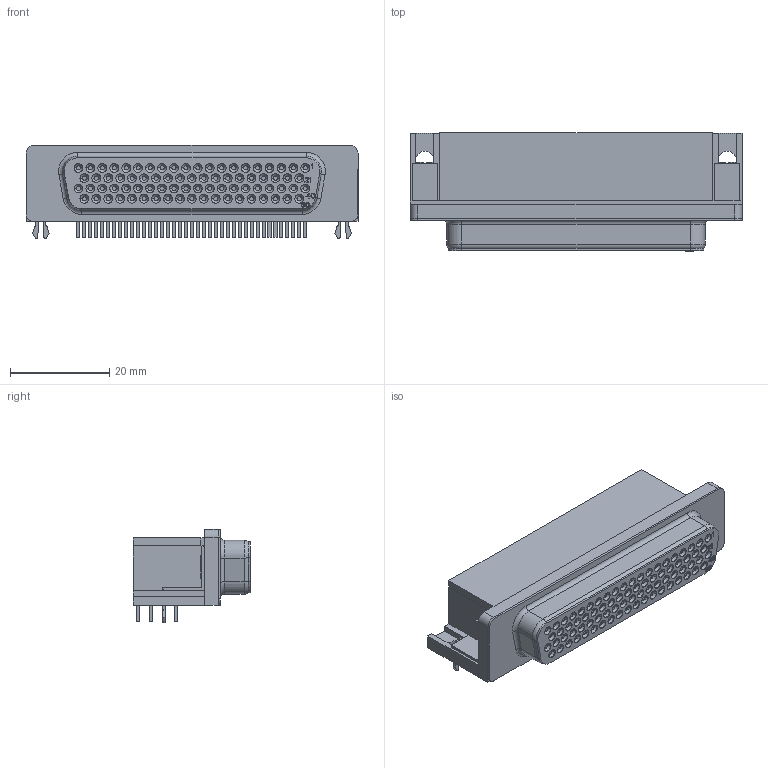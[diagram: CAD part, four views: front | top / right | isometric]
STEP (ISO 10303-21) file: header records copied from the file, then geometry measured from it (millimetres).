
FILE_DESCRIPTION((''),'2;1');
FILE_NAME('TYCO_5748483-5.stp','2012-03-28T09:19:15',(''),(''),'Mechanical Desktop 2011','Mechanical Desktop 2011',', , ');
FILE_SCHEMA(('AUTOMOTIVE_DESIGN { 1 2 10303 214 1 1 1 1 }'));
Length unit declared in the file: millimetre
Products named in the file (1): Product
Bounding box: 67 x 23.8 x 18.8 mm (x, y, z)
Volume: 17790.3 mm3; surface area: 19335.1 mm2
Topology: 102 solids, 102 shells, 1211 faces, 2900 edges, 1855 vertices
Faces by surface type: bspline 500, plane 333, cylinder 214, cone 160, torus 4
Entity records: 35074 total; most frequent: CARTESIAN_POINT 7571, ORIENTED_EDGE 5800, DIRECTION 4951, EDGE_CURVE 2900, VECTOR 2273, LINE 2273, VERTEX_POINT 1855, EDGE_LOOP 1347
